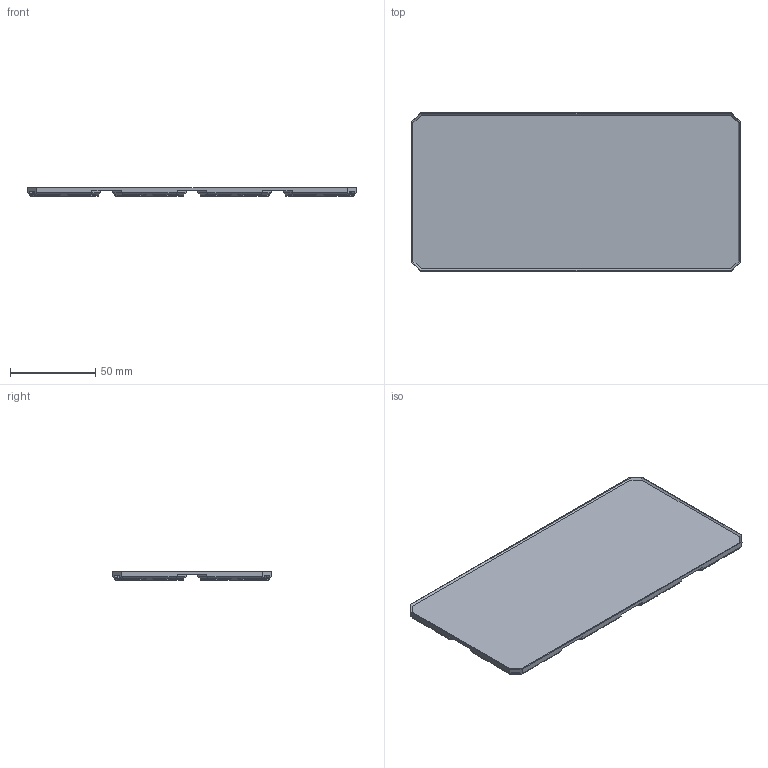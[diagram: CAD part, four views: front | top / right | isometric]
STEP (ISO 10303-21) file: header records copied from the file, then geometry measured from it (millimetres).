
FILE_DESCRIPTION(/* description */ (''),/* implementation_level */ '2;1');
FILE_NAME(/* name */ '4x2.step',/* time_stamp */ '2024-08-26T16:16:17-04:00',/* author */ (''),/* organization */ (''),/* preprocessor_version */ 'ST-DEVELOPER v20',/* originating_system */ 'Autodesk Translation Framework v13.14.0.145',/* authorisation */ '');
FILE_SCHEMA (('AUTOMOTIVE_DESIGN { 1 0 10303 214 3 1 1 }'));
Length unit declared in the file: millimetre
Products named in the file (1): 4x2
Bounding box: 193 x 93 x 5.1 mm (x, y, z)
Volume: 53550.1 mm3; surface area: 42708.1 mm2
Topology: 1 solids, 1 shells, 695 faces, 1780 edges, 1096 vertices
Faces by surface type: plane 695
Entity records: 20274 total; most frequent: CARTESIAN_POINT 3572, ORIENTED_EDGE 3560, DIRECTION 3172, LINE 1780, VECTOR 1780, EDGE_CURVE 1780, VERTEX_POINT 1096, EDGE_LOOP 704
